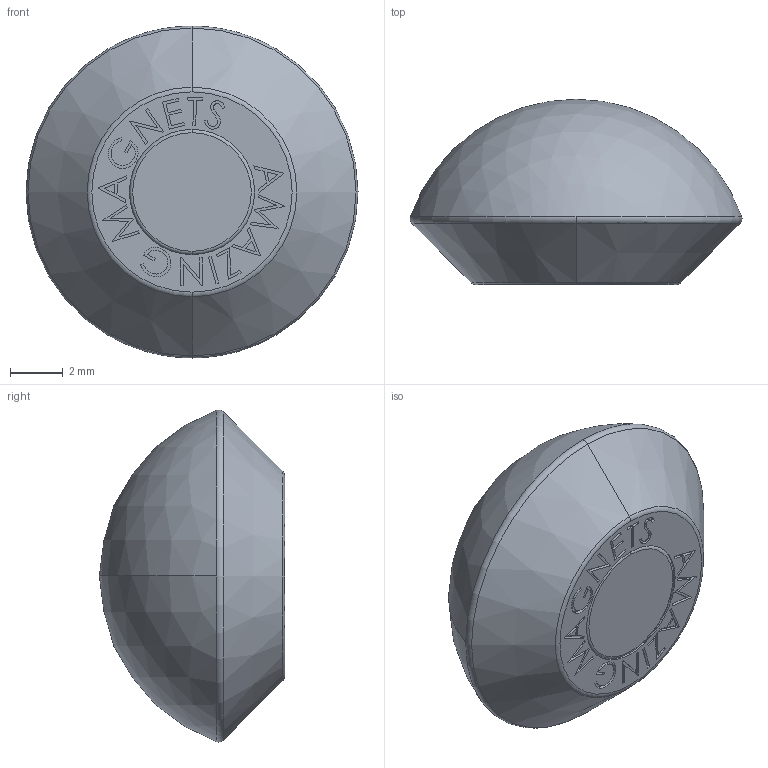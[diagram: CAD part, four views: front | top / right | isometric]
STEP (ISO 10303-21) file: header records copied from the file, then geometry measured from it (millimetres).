
FILE_DESCRIPTION (( 'STEP AP214' ), '1' );
FILE_NAME ('WB250D-PURPLE.step', '2012-04-20T21:08:18', ( '' ), ( '' ), 'SwSTEP 2.0', 'SolidWorks 2012', '' );
FILE_SCHEMA (( 'AUTOMOTIVE_DESIGN' ));
Length unit declared in the file: inch
Products named in the file (1): WB250D-PURPLE
Bounding box: 12.63 x 7.05 x 12.63 mm (x, y, z)
Volume: 547.9 mm3; surface area: 537.9 mm2
Topology: 2 solids, 2 shells, 189 faces, 496 edges, 329 vertices
Faces by surface type: plane 142, bspline 33, torus 6, cylinder 4, cone 2, sphere 2
Entity records: 7695 total; most frequent: CARTESIAN_POINT 3120, ORIENTED_EDGE 992, DIRECTION 772, EDGE_CURVE 496, VECTOR 402, LINE 402, VERTEX_POINT 329, EDGE_LOOP 207
